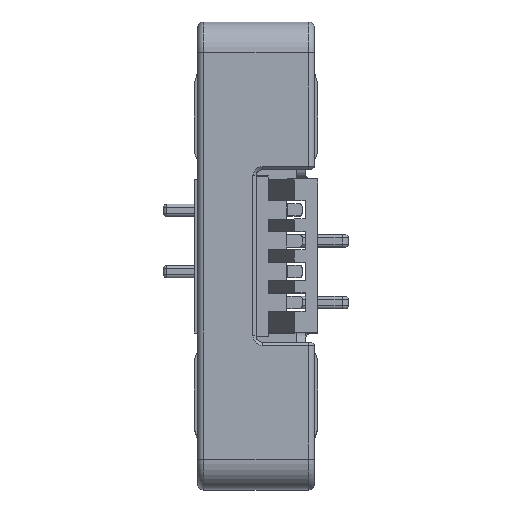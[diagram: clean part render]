
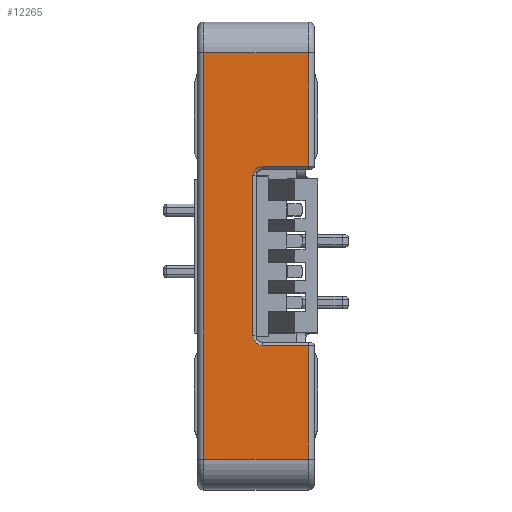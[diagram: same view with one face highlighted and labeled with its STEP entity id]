
A CAD part, top view. The second image highlights one B-rep face of the part: STEP entity #12265.
In plain terms, the highlighted planar face has unit normal (0, 0, 1).
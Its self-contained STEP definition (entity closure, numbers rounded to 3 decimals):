
#10920=DIRECTION('',(-1.,0.,0.));
#10921=VECTOR('',#10920,0.75);
#10922=CARTESIAN_POINT('',(0.85,-1.45,
2.05));
#10923=LINE('',#10922,#10921);
#10924=DIRECTION('',(0.,-1.,0.));
#10925=VECTOR('',#10924,1.85);
#10926=CARTESIAN_POINT('',(0.85,-1.45,
2.05));
#10927=LINE('',#10926,#10925);
#10928=DIRECTION('',(1.,0.,0.));
#10929=VECTOR('',#10928,1.7);
#10930=CARTESIAN_POINT('',(-0.85,-3.3,2.05));
#10931=LINE('',#10930,#10929);
#10932=DIRECTION('',(0.,1.,0.));
#10933=VECTOR('',#10932,6.6);
#10934=CARTESIAN_POINT('',(-0.85,-3.3,2.05));
#10935=LINE('',#10934,#10933);
#10936=DIRECTION('',(-1.,0.,0.));
#10937=VECTOR('',#10936,1.7);
#10938=CARTESIAN_POINT('',(0.85,3.3,2.05));
#10939=LINE('',#10938,#10937);
#10940=DIRECTION('',(0.,1.,0.));
#10941=VECTOR('',#10940,1.85);
#10942=CARTESIAN_POINT('',(0.85,1.45,
2.05));
#10943=LINE('',#10942,#10941);
#10944=DIRECTION('',(1.,0.,0.));
#10945=VECTOR('',#10944,0.75);
#10946=CARTESIAN_POINT('',(0.1,1.45,
2.05));
#10947=LINE('',#10946,#10945);
#10948=CARTESIAN_POINT('',(0.1,1.3,2.05));
#10949=DIRECTION('',(0.,0.,-1.));
#10950=DIRECTION('',(-1.,0.,0.));
#10951=AXIS2_PLACEMENT_3D('',#10948,#10949,#10950);
#10953=DIRECTION('',(0.,1.,0.));
#10954=VECTOR('',#10953,2.6);
#10955=CARTESIAN_POINT('',(-0.05,-1.3,
2.05));
#10956=LINE('',#10955,#10954);
#10957=CARTESIAN_POINT('',(0.1,-1.3,2.05));
#10958=DIRECTION('',(0.,0.,-1.));
#10959=DIRECTION('',(0.,-1.,0.));
#10960=AXIS2_PLACEMENT_3D('',#10957,#10958,#10959);
#11478=CARTESIAN_POINT('',(0.85,3.3,2.05));
#11479=CARTESIAN_POINT('',(-0.85,3.3,2.05));
#11480=VERTEX_POINT('',#11478);
#11481=VERTEX_POINT('',#11479);
#11486=CARTESIAN_POINT('',(-0.85,-3.3,2.05));
#11487=CARTESIAN_POINT('',(0.85,-3.3,2.05));
#11488=VERTEX_POINT('',#11486);
#11489=VERTEX_POINT('',#11487);
#11518=CARTESIAN_POINT('',(0.85,-1.45,
2.05));
#11519=CARTESIAN_POINT('',(0.1,-1.45,
2.05));
#11520=VERTEX_POINT('',#11518);
#11521=VERTEX_POINT('',#11519);
#11526=CARTESIAN_POINT('',(-0.05,-1.3,
2.05));
#11527=CARTESIAN_POINT('',(-0.05,1.3,
2.05));
#11528=VERTEX_POINT('',#11526);
#11529=VERTEX_POINT('',#11527);
#11530=CARTESIAN_POINT('',(0.1,1.45,
2.05));
#11531=CARTESIAN_POINT('',(0.85,1.45,
2.05));
#11532=VERTEX_POINT('',#11530);
#11533=VERTEX_POINT('',#11531);
#12239=CARTESIAN_POINT('',(0.,0.,2.05));
#12240=DIRECTION('',(0.,0.,1.));
#12241=DIRECTION('',(0.,-1.,0.));
#12242=AXIS2_PLACEMENT_3D('',#12239,#12240,#12241);
#12243=PLANE('',#12242);
#12245=ORIENTED_EDGE('',*,*,#12244,.F.);
#12247=ORIENTED_EDGE('',*,*,#12246,.T.);
#12249=ORIENTED_EDGE('',*,*,#12248,.F.);
#12251=ORIENTED_EDGE('',*,*,#12250,.T.);
#12253=ORIENTED_EDGE('',*,*,#12252,.F.);
#12255=ORIENTED_EDGE('',*,*,#12254,.F.);
#12257=ORIENTED_EDGE('',*,*,#12256,.F.);
#12258=ORIENTED_EDGE('',*,*,#12229,.F.);
#12260=ORIENTED_EDGE('',*,*,#12259,.F.);
#12262=ORIENTED_EDGE('',*,*,#12261,.F.);
#12263=EDGE_LOOP('',(#12245,#12247,#12249,#12251,#12253,#12255,#12257,#12258,
#12260,#12262));
#12264=FACE_OUTER_BOUND('',#12263,.F.);
#12265=ADVANCED_FACE('',(#12264),#12243,.T.);
#10952=CIRCLE('',#10951,0.15);
#10961=CIRCLE('',#10960,0.15);
#12229=EDGE_CURVE('',#11529,#11532,#10952,.T.);
#12244=EDGE_CURVE('',#11520,#11521,#10923,.T.);
#12246=EDGE_CURVE('',#11520,#11489,#10927,.T.);
#12248=EDGE_CURVE('',#11488,#11489,#10931,.T.);
#12250=EDGE_CURVE('',#11488,#11481,#10935,.T.);
#12252=EDGE_CURVE('',#11480,#11481,#10939,.T.);
#12254=EDGE_CURVE('',#11533,#11480,#10943,.T.);
#12256=EDGE_CURVE('',#11532,#11533,#10947,.T.);
#12259=EDGE_CURVE('',#11528,#11529,#10956,.T.);
#12261=EDGE_CURVE('',#11521,#11528,#10961,.T.);
